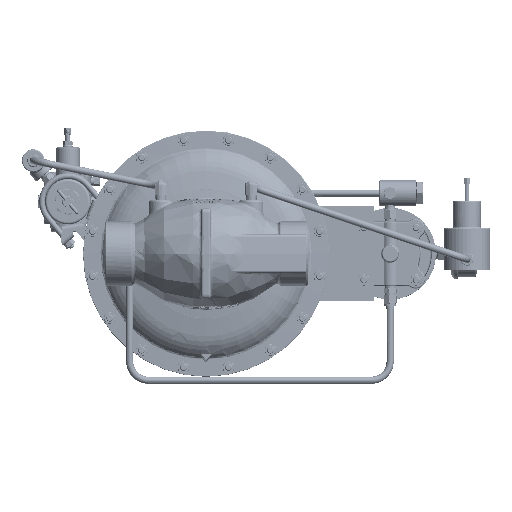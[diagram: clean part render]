
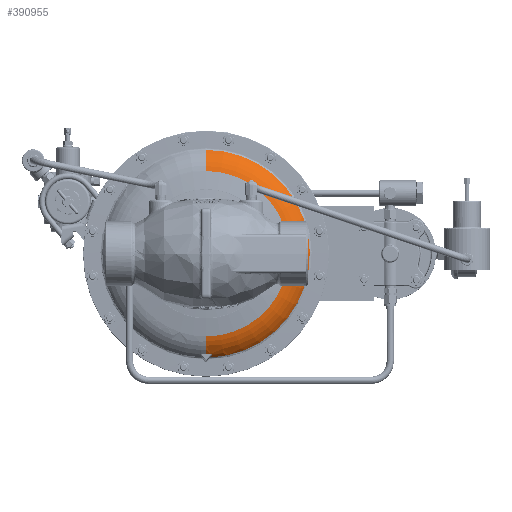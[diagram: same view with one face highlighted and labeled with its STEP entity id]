
A CAD part, front view. The second image highlights one B-rep face of the part: STEP entity #390955.
In plain terms, the highlighted toroidal (fillet/blend) face has major radius 101.323 mm and minor radius 46.038 mm.
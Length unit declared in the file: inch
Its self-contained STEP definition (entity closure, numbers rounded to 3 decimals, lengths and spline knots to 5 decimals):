
#12115 = CARTESIAN_POINT ( 'NONE',  ( 0., 8.92225, -4.33036 ) ) ;
#15615 = VERTEX_POINT ( 'NONE', #66215 ) ;
#16050 = DIRECTION ( 'NONE',  ( -1., 0., 0. ) ) ;
#17447 = DIRECTION ( 'NONE',  ( 0., 0., 1. ) ) ;
#25635 = CARTESIAN_POINT ( 'NONE',  ( 0.29543, 9.41349, -5.25522 ) ) ;
#27877 = CARTESIAN_POINT ( 'NONE',  ( 0.28423, 9.49374, -5.33227 ) ) ;
#28614 = AXIS2_PLACEMENT_3D ( 'NONE', #556508, #280312, #230212 ) ;
#40018 = FACE_OUTER_BOUND ( 'NONE', #620046, .T. ) ;
#45842 = EDGE_CURVE ( 'NONE', #553350, #396850, #49410, .T. ) ;
#49410 = B_SPLINE_CURVE_WITH_KNOTS ( 'NONE', 3,
 ( #298858, #110568, #593520, #537264, #599720, #207818, #496234, #345891, #540338, #260958, #25635, #358268, #210903, #257892, #490074, #60387, #204715, #69682, #254796, #352082 ),
 .UNSPECIFIED., .F., .F.,
 ( 4, 2, 2, 2, 2, 2, 2, 2, 2, 4 ),
 ( 0., 0.00068, 0.00135, 0.00169, 0.00203, 0.0027, 0.00338, 0.00405, 0.00473, 0.0054 ),
 .UNSPECIFIED. ) ;
#50517 = DIRECTION ( 'NONE',  ( 0., 0., -1. ) ) ;
#60387 = CARTESIAN_POINT ( 'NONE',  ( 0.29955, 9.46347, -5.30371 ) ) ;
#60953 = CIRCLE ( 'NONE', #251278, 1.8125 ) ;
#66215 = CARTESIAN_POINT ( 'NONE',  ( 0., 9.38344, -5.23236 ) ) ;
#69682 = CARTESIAN_POINT ( 'NONE',  ( 0.29152, 9.48191, -5.32121 ) ) ;
#74062 = ORIENTED_EDGE ( 'NONE', *, *, #335814, .F. ) ;
#79000 = CARTESIAN_POINT ( 'NONE',  ( 0.21609, 9.60833, -5.42991 ) ) ;
#99796 = VERTEX_POINT ( 'NONE', #79000 ) ;
#107148 = DIRECTION ( 'NONE',  ( 0., 0., 1. ) ) ;
#107490 = TOROIDAL_SURFACE ( 'NONE', #227966, 3.98911, 1.8125 ) ;
#110568 = CARTESIAN_POINT ( 'NONE',  ( 0.2211, 9.38344, -5.2277 ) ) ;
#116469 = CARTESIAN_POINT ( 'NONE',  ( 0., 8.92225, 4.33036 ) ) ;
#131129 = CARTESIAN_POINT ( 'NONE',  ( 4.33036, 8.92225, 0. ) ) ;
#134879 = AXIS2_PLACEMENT_3D ( 'NONE', #439577, #16050, #107148 ) ;
#139678 = CIRCLE ( 'NONE', #370249, 4.33036 ) ;
#143511 = DIRECTION ( 'NONE',  ( 0., -1., 0. ) ) ;
#144002 = CARTESIAN_POINT ( 'NONE',  ( 0., 9.60833, 0. ) ) ;
#147125 = DIRECTION ( 'NONE',  ( 0., 0., -1. ) ) ;
#160218 = AXIS2_PLACEMENT_3D ( 'NONE', #600739, #597659, #17447 ) ;
#164847 = ORIENTED_EDGE ( 'NONE', *, *, #176600, .F. ) ;
#176600 = EDGE_CURVE ( 'NONE', #182738, #406452, #601203, .T. ) ;
#182738 = VERTEX_POINT ( 'NONE', #131129 ) ;
#203099 = AXIS2_PLACEMENT_3D ( 'NONE', #144002, #464835, #147125 ) ;
#204715 = CARTESIAN_POINT ( 'NONE',  ( 0.29725, 9.46969, -5.30964 ) ) ;
#207818 = CARTESIAN_POINT ( 'NONE',  ( 0.26796, 9.39282, -5.2354 ) ) ;
#208757 = EDGE_CURVE ( 'NONE', #99796, #327415, #424635, .T. ) ;
#210903 = CARTESIAN_POINT ( 'NONE',  ( 0.3027, 9.43182, -5.27312 ) ) ;
#220921 = EDGE_CURVE ( 'NONE', #396850, #99796, #316624, .T. ) ;
#227966 = AXIS2_PLACEMENT_3D ( 'NONE', #567010, #143511, #287750 ) ;
#230212 = DIRECTION ( 'NONE',  ( 0., 0., -1. ) ) ;
#244141 = EDGE_CURVE ( 'NONE', #15615, #553350, #619762, .T. ) ;
#249413 = ORIENTED_EDGE ( 'NONE', *, *, #244141, .T. ) ;
#251278 = AXIS2_PLACEMENT_3D ( 'NONE', #574373, #571298, #50517 ) ;
#254796 = CARTESIAN_POINT ( 'NONE',  ( 0.2881, 9.48788, -5.32681 ) ) ;
#257892 = CARTESIAN_POINT ( 'NONE',  ( 0.30336, 9.44461, -5.28554 ) ) ;
#260958 = CARTESIAN_POINT ( 'NONE',  ( 0.291, 9.40786, -5.24973 ) ) ;
#280312 = DIRECTION ( 'NONE',  ( 0., -1., 0. ) ) ;
#287750 = DIRECTION ( 'NONE',  ( 0., 0., 1. ) ) ;
#298858 = CARTESIAN_POINT ( 'NONE',  ( 0.21218, 9.38344, -5.22806 ) ) ;
#316624 = B_SPLINE_CURVE_WITH_KNOTS ( 'NONE', 3,
 ( #27877, #410523, #363521, #324995 ),
 .UNSPECIFIED., .F., .F.,
 ( 4, 4 ),
 ( 0., 0.0042 ),
 .UNSPECIFIED. ) ;
#324995 = CARTESIAN_POINT ( 'NONE',  ( 0.21609, 9.60833, -5.42991 ) ) ;
#327415 = VERTEX_POINT ( 'NONE', #356287 ) ;
#328254 = EDGE_CURVE ( 'NONE', #15615, #536951, #405192, .T. ) ;
#335814 = EDGE_CURVE ( 'NONE', #536951, #182738, #139678, .T. ) ;
#345891 = CARTESIAN_POINT ( 'NONE',  ( 0.27889, 9.39845, -5.24069 ) ) ;
#347058 = ORIENTED_EDGE ( 'NONE', *, *, #466701, .T. ) ;
#352082 = CARTESIAN_POINT ( 'NONE',  ( 0.28423, 9.49374, -5.33227 ) ) ;
#354400 = ORIENTED_EDGE ( 'NONE', *, *, #45842, .T. ) ;
#356287 = CARTESIAN_POINT ( 'NONE',  ( 0., 9.60833, 5.43421 ) ) ;
#358268 = CARTESIAN_POINT ( 'NONE',  ( 0.30129, 9.42558, -5.26702 ) ) ;
#360379 = DIRECTION ( 'NONE',  ( 0., -1., 0. ) ) ;
#363445 = CARTESIAN_POINT ( 'NONE',  ( 0., 8.92225, 0. ) ) ;
#363521 = CARTESIAN_POINT ( 'NONE',  ( 0.23747, 9.56824, -5.39869 ) ) ;
#370249 = AXIS2_PLACEMENT_3D ( 'NONE', #363445, #360379, #551645 ) ;
#370400 = CARTESIAN_POINT ( 'NONE',  ( 0.28423, 9.49374, -5.33227 ) ) ;
#390955 = ADVANCED_FACE ( 'NONE', ( #40018 ), #107490, .T. ) ;
#396850 = VERTEX_POINT ( 'NONE', #370400 ) ;
#399395 = ORIENTED_EDGE ( 'NONE', *, *, #208757, .T. ) ;
#405192 = CIRCLE ( 'NONE', #134879, 1.8125 ) ;
#406452 = VERTEX_POINT ( 'NONE', #116469 ) ;
#410523 = CARTESIAN_POINT ( 'NONE',  ( 0.26023, 9.53006, -5.36609 ) ) ;
#422501 = ORIENTED_EDGE ( 'NONE', *, *, #328254, .F. ) ;
#424635 = CIRCLE ( 'NONE', #203099, 5.43421 ) ;
#439577 = CARTESIAN_POINT ( 'NONE',  ( 0., 10.70233, -3.98911 ) ) ;
#464835 = DIRECTION ( 'NONE',  ( 0., -1., 0. ) ) ;
#466701 = EDGE_CURVE ( 'NONE', #327415, #406452, #60953, .T. ) ;
#486551 = ORIENTED_EDGE ( 'NONE', *, *, #220921, .T. ) ;
#490074 = CARTESIAN_POINT ( 'NONE',  ( 0.30259, 9.45096, -5.29169 ) ) ;
#496234 = CARTESIAN_POINT ( 'NONE',  ( 0.27182, 9.39455, -5.23701 ) ) ;
#536951 = VERTEX_POINT ( 'NONE', #12115 ) ;
#537264 = CARTESIAN_POINT ( 'NONE',  ( 0.24746, 9.38644, -5.2297 ) ) ;
#540338 = CARTESIAN_POINT ( 'NONE',  ( 0.28215, 9.40062, -5.24276 ) ) ;
#551645 = DIRECTION ( 'NONE',  ( 0., 0., 1. ) ) ;
#553350 = VERTEX_POINT ( 'NONE', #606729 ) ;
#556508 = CARTESIAN_POINT ( 'NONE',  ( 0., 9.38344, 0. ) ) ;
#567010 = CARTESIAN_POINT ( 'NONE',  ( 0., 10.70233, 0. ) ) ;
#571298 = DIRECTION ( 'NONE',  ( 1., 0., 0. ) ) ;
#574373 = CARTESIAN_POINT ( 'NONE',  ( 0., 10.70233, 3.98911 ) ) ;
#593520 = CARTESIAN_POINT ( 'NONE',  ( 0.22995, 9.38395, -5.22786 ) ) ;
#597659 = DIRECTION ( 'NONE',  ( 0., -1., 0. ) ) ;
#599720 = CARTESIAN_POINT ( 'NONE',  ( 0.25606, 9.38842, -5.23138 ) ) ;
#600739 = CARTESIAN_POINT ( 'NONE',  ( 0., 8.92225, 0. ) ) ;
#601203 = CIRCLE ( 'NONE', #160218, 4.33036 ) ;
#606729 = CARTESIAN_POINT ( 'NONE',  ( 0.21218, 9.38344, -5.22806 ) ) ;
#619762 = CIRCLE ( 'NONE', #28614, 5.23236 ) ;
#620046 = EDGE_LOOP ( 'NONE', ( #422501, #249413, #354400, #486551, #399395, #347058, #164847, #74062 ) ) ;
